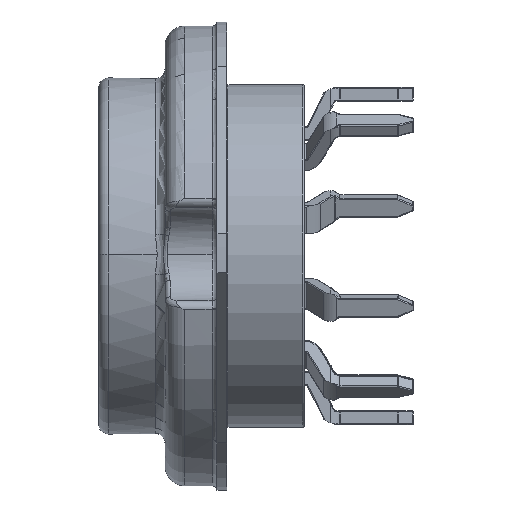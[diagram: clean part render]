
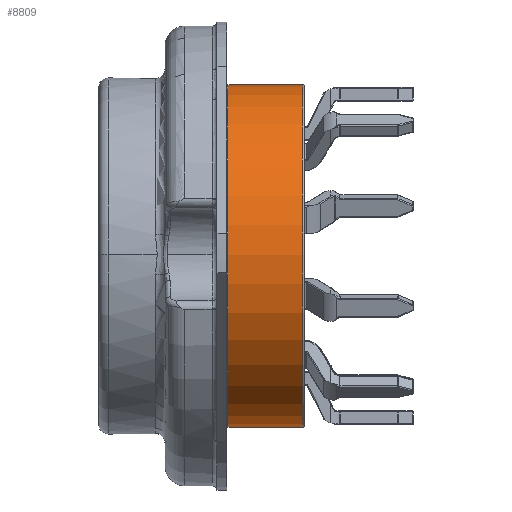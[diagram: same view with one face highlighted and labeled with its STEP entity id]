
A CAD part, left-side view. The second image highlights one B-rep face of the part: STEP entity #8809.
In plain terms, the highlighted cylindrical face has radius 8.75 mm (diameter 17.5 mm), a partial arc.
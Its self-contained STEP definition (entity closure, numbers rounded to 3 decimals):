
#566 = EDGE_CURVE ( 'NONE', #8803, #7344, #4867, .T. ) ;
#919 = DIRECTION ( 'NONE',  ( 0., -1., 0. ) ) ;
#1449 = CIRCLE ( 'NONE', #7460, 8.75 ) ;
#1777 = DIRECTION ( 'NONE',  ( 0., -1., 0. ) ) ;
#1794 = VECTOR ( 'NONE', #9475, 1000. ) ;
#2078 = ORIENTED_EDGE ( 'NONE', *, *, #8547, .F. ) ;
#2179 = CARTESIAN_POINT ( 'NONE',  ( 0., 4., 8.75 ) ) ;
#2756 = DIRECTION ( 'NONE',  ( 0., -1., 0. ) ) ;
#3088 = DIRECTION ( 'NONE',  ( 0., 1., 0. ) ) ;
#3129 = ORIENTED_EDGE ( 'NONE', *, *, #566, .T. ) ;
#3843 = VECTOR ( 'NONE', #919, 1000. ) ;
#4138 = CARTESIAN_POINT ( 'NONE',  ( 0., 3.9, 0. ) ) ;
#4206 = VERTEX_POINT ( 'NONE', #5469 ) ;
#4323 = CYLINDRICAL_SURFACE ( 'NONE', #4549, 8.75 ) ;
#4549 = AXIS2_PLACEMENT_3D ( 'NONE', #7747, #2756, #10072 ) ;
#4867 = CIRCLE ( 'NONE', #6742, 8.75 ) ;
#5008 = LINE ( 'NONE', #8270, #3843 ) ;
#5130 = CARTESIAN_POINT ( 'NONE',  ( 0., 3.9, 8.75 ) ) ;
#5284 = CARTESIAN_POINT ( 'NONE',  ( 0., 0.1, -8.75 ) ) ;
#5469 = CARTESIAN_POINT ( 'NONE',  ( 0., 3.9, -8.75 ) ) ;
#5495 = CARTESIAN_POINT ( 'NONE',  ( 0., 0.1, 0. ) ) ;
#5876 = FACE_OUTER_BOUND ( 'NONE', #8345, .T. ) ;
#6105 = LINE ( 'NONE', #2179, #1794 ) ;
#6292 = ORIENTED_EDGE ( 'NONE', *, *, #9891, .T. ) ;
#6742 = AXIS2_PLACEMENT_3D ( 'NONE', #5495, #3088, #9635 ) ;
#7344 = VERTEX_POINT ( 'NONE', #8012 ) ;
#7460 = AXIS2_PLACEMENT_3D ( 'NONE', #4138, #1777, #9132 ) ;
#7747 = CARTESIAN_POINT ( 'NONE',  ( 0., 4., 0. ) ) ;
#8012 = CARTESIAN_POINT ( 'NONE',  ( 0., 0.1, 8.75 ) ) ;
#8270 = CARTESIAN_POINT ( 'NONE',  ( 0., 4., -8.75 ) ) ;
#8345 = EDGE_LOOP ( 'NONE', ( #2078, #8813, #6292, #3129 ) ) ;
#8547 = EDGE_CURVE ( 'NONE', #9670, #7344, #6105, .T. ) ;
#8803 = VERTEX_POINT ( 'NONE', #5284 ) ;
#8809 = ADVANCED_FACE ( 'NONE', ( #5876 ), #4323, .T. ) ;
#8813 = ORIENTED_EDGE ( 'NONE', *, *, #9949, .T. ) ;
#9132 = DIRECTION ( 'NONE',  ( 0., 0., -1. ) ) ;
#9475 = DIRECTION ( 'NONE',  ( 0., -1., 0. ) ) ;
#9635 = DIRECTION ( 'NONE',  ( 0., 0., 1. ) ) ;
#9670 = VERTEX_POINT ( 'NONE', #5130 ) ;
#9891 = EDGE_CURVE ( 'NONE', #4206, #8803, #5008, .T. ) ;
#9949 = EDGE_CURVE ( 'NONE', #9670, #4206, #1449, .T. ) ;
#10072 = DIRECTION ( 'NONE',  ( 0., 0., -1. ) ) ;
